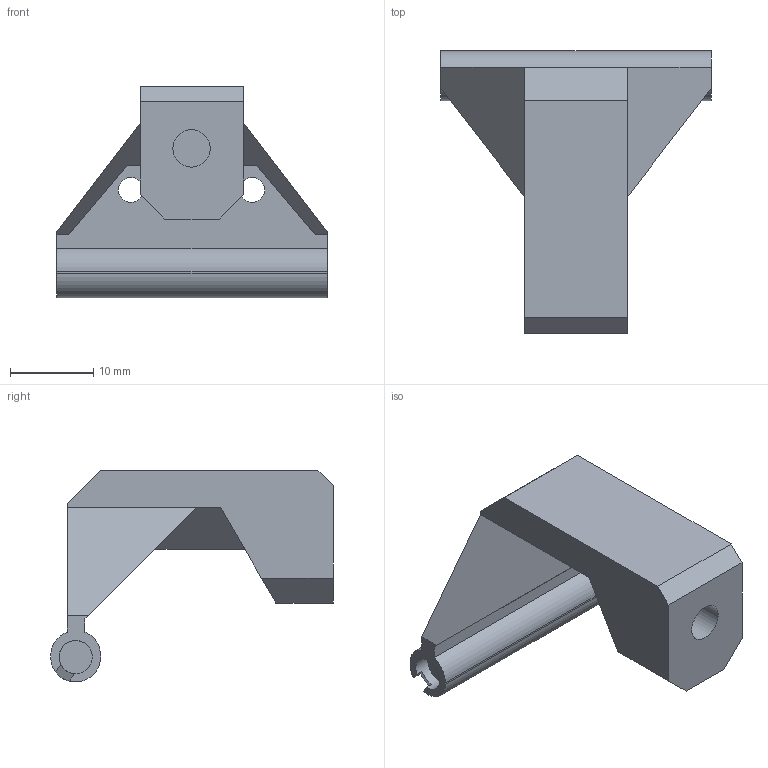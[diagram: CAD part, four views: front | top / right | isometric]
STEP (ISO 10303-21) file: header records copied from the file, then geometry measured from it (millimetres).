
FILE_DESCRIPTION(/* description */ (''),/* implementation_level */ '2;1');
FILE_NAME(/* name */ 'HighGainAntenna Holder.step',/* time_stamp */ '2021-09-22T12:26:53+02:00',/* author */ (''),/* organization */ (''),/* preprocessor_version */ 'ST-DEVELOPER v18.1',/* originating_system */ 'Autodesk Translation Framework v10.10.0.1391',/* authorisation */ '');
FILE_SCHEMA (('AUTOMOTIVE_DESIGN { 1 0 10303 214 3 1 1 }'));
Length unit declared in the file: millimetre
Products named in the file (1): HighGainAntenna
Bounding box: 32.5 x 34 x 25.49 mm (x, y, z)
Volume: 5816.6 mm3; surface area: 3444.8 mm2
Topology: 1 solids, 1 shells, 42 faces, 115 edges, 76 vertices
Faces by surface type: plane 34, cylinder 8
Full cylindrical faces by diameter (mm): 3 x2, 4 x2, 4.5 x1
Entity records: 1382 total; most frequent: CARTESIAN_POINT 234, ORIENTED_EDGE 230, DIRECTION 225, EDGE_CURVE 115, LINE 91, VECTOR 91, VERTEX_POINT 76, AXIS2_PLACEMENT_3D 67
